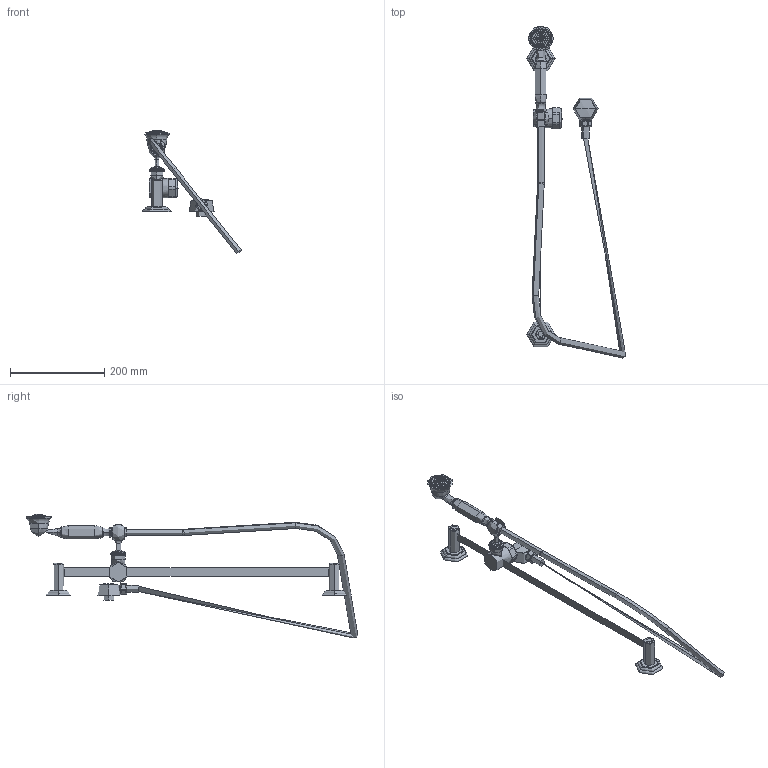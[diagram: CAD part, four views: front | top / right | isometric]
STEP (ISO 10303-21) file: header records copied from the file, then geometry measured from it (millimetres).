
FILE_DESCRIPTION((''),'2;1');
FILE_NAME('281D_ASM_ASM_1_ASM','2020-12-11T10:01:33',('jinson.thomas'),(''),'CREO PARAMETRIC BY PTC INC, 2018400','CREO PARAMETRIC BY PTC INC, 2018400','');
FILE_SCHEMA(('CONFIG_CONTROL_DESIGN'));
Length unit declared in the file: inch
Products named in the file (3): 50281_1_1_1; 51005_1_1; 281D_ASM_ASM_1_ASM
Assembly tree (2 placements, depth 2):
  281D_ASM_ASM_1_ASM
    50281_1_1_1
    51005_1_1
Bounding box: 208.69 x 702.35 x 261.53 mm (x, y, z)
Volume: 324221.5 mm3
Topology: 1 solids, 9 shells, 722 faces, 1785 edges, 1244 vertices
Faces by surface type: plane 302, cylinder 209, cone 85, torus 73, bspline 34, sphere 13, extrusion 6
Full cylindrical faces by diameter (mm): 21.166 x2
Entity records: 25811 total; most frequent: CARTESIAN_POINT 9470, ORIENTED_EDGE 3554, DIRECTION 2970, EDGE_CURVE 1777, AXIS2_PLACEMENT_3D 1275, VERTEX_POINT 1244, EDGE_LOOP 903, B_SPLINE_CURVE_WITH_KNOTS 779
